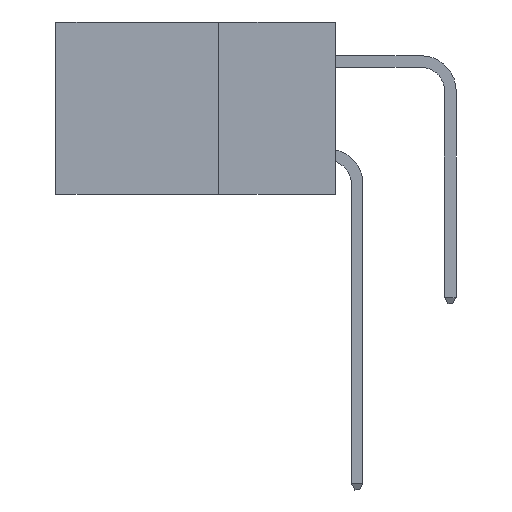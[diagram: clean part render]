
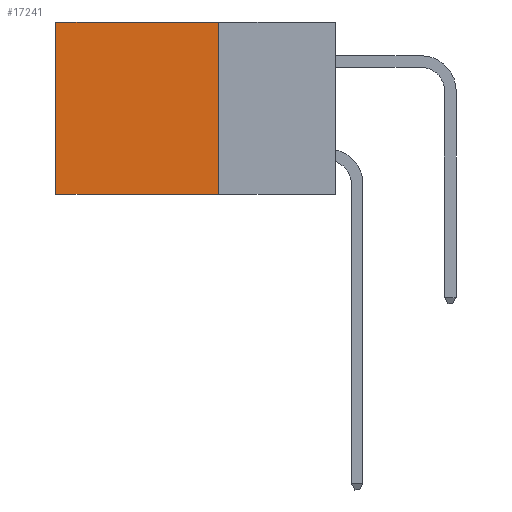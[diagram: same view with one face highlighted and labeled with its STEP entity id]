
A CAD part, left-side view. The second image highlights one B-rep face of the part: STEP entity #17241.
In plain terms, the highlighted planar face has unit normal (-1, 0, 0).
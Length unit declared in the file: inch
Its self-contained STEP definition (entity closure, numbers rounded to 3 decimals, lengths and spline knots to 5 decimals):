
#937 = ORIENTED_EDGE ( 'NONE', *, *, #8028, .F. ) ;
#3326 = ORIENTED_EDGE ( 'NONE', *, *, #22233, .T. ) ;
#3569 = DIRECTION ( 'NONE',  ( 0., 0., -1. ) ) ;
#4375 = ORIENTED_EDGE ( 'NONE', *, *, #16365, .T. ) ;
#5970 = CARTESIAN_POINT ( 'NONE',  ( 0.2875, 0.6, 0. ) ) ;
#7569 = ORIENTED_EDGE ( 'NONE', *, *, #17570, .F. ) ;
#8028 = EDGE_CURVE ( 'NONE', #36453, #31232, #39774, .T. ) ;
#8277 = DIRECTION ( 'NONE',  ( 0., 0., -1. ) ) ;
#8673 = LINE ( 'NONE', #21290, #24543 ) ;
#11559 = DIRECTION ( 'NONE',  ( 1., 0., 0. ) ) ;
#15693 = VECTOR ( 'NONE', #8277, 39.37008 ) ;
#15998 = FACE_OUTER_BOUND ( 'NONE', #27105, .T. ) ;
#16365 = EDGE_CURVE ( 'NONE', #18037, #39873, #25434, .T. ) ;
#16792 = DIRECTION ( 'NONE',  ( 0., 1., 0. ) ) ;
#17241 = ADVANCED_FACE ( 'NONE', ( #15998 ), #30476, .F. ) ;
#17570 = EDGE_CURVE ( 'NONE', #31232, #39873, #19891, .T. ) ;
#18037 = VERTEX_POINT ( 'NONE', #5970 ) ;
#19891 = LINE ( 'NONE', #19923, #35637 ) ;
#19923 = CARTESIAN_POINT ( 'NONE',  ( 0.2875, 0.25, -0.37 ) ) ;
#21290 = CARTESIAN_POINT ( 'NONE',  ( 0.2875, 0.25, 0. ) ) ;
#21731 = CARTESIAN_POINT ( 'NONE',  ( 0.2875, 0.6, -0.37 ) ) ;
#22233 = EDGE_CURVE ( 'NONE', #36453, #18037, #8673, .T. ) ;
#24463 = DIRECTION ( 'NONE',  ( 0., 1., 0. ) ) ;
#24543 = VECTOR ( 'NONE', #24463, 39.37008 ) ;
#25434 = LINE ( 'NONE', #35312, #31816 ) ;
#27105 = EDGE_LOOP ( 'NONE', ( #4375, #7569, #937, #3326 ) ) ;
#27306 = CARTESIAN_POINT ( 'NONE',  ( 0.2875, 0.25, 0. ) ) ;
#30476 = PLANE ( 'NONE',  #40375 ) ;
#31232 = VERTEX_POINT ( 'NONE', #38896 ) ;
#31456 = CARTESIAN_POINT ( 'NONE',  ( 0.2875, 0.25, 0. ) ) ;
#31816 = VECTOR ( 'NONE', #3569, 39.37008 ) ;
#33608 = DIRECTION ( 'NONE',  ( 0., 0., -1. ) ) ;
#34667 = CARTESIAN_POINT ( 'NONE',  ( 0.2875, 0.25, 0. ) ) ;
#35312 = CARTESIAN_POINT ( 'NONE',  ( 0.2875, 0.6, 0. ) ) ;
#35637 = VECTOR ( 'NONE', #16792, 39.37008 ) ;
#36453 = VERTEX_POINT ( 'NONE', #31456 ) ;
#38896 = CARTESIAN_POINT ( 'NONE',  ( 0.2875, 0.25, -0.37 ) ) ;
#39774 = LINE ( 'NONE', #34667, #15693 ) ;
#39873 = VERTEX_POINT ( 'NONE', #21731 ) ;
#40375 = AXIS2_PLACEMENT_3D ( 'NONE', #27306, #11559, #33608 ) ;
